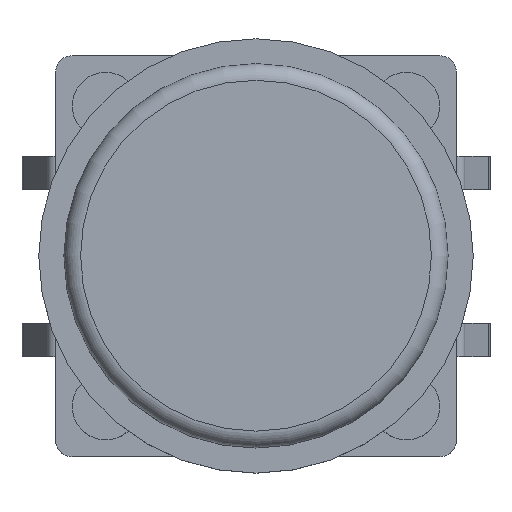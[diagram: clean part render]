
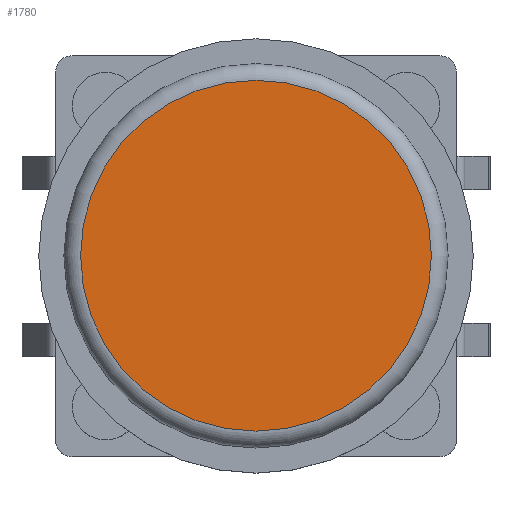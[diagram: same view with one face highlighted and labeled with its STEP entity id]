
A CAD part, top view. The second image highlights one B-rep face of the part: STEP entity #1780.
In plain terms, the highlighted planar face has unit normal (0, 0, 1).
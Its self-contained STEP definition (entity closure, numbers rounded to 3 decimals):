
#92=CIRCLE('',#1962,5.25);
#229=FACE_OUTER_BOUND('',#339,.T.);
#339=EDGE_LOOP('',(#1591));
#868=VERTEX_POINT('',#2982);
#1107=EDGE_CURVE('',#868,#868,#92,.T.);
#1591=ORIENTED_EDGE('',*,*,#1107,.F.);
#1674=PLANE('',#1967);
#1780=ADVANCED_FACE('',(#229),#1674,.T.);
#1962=AXIS2_PLACEMENT_3D('',#2983,#2465,#2466);
#1967=AXIS2_PLACEMENT_3D('',#2991,#2476,#2477);
#2465=DIRECTION('center_axis',(0.,0.,-1.));
#2466=DIRECTION('ref_axis',(1.,0.,0.));
#2476=DIRECTION('center_axis',(0.,0.,1.));
#2477=DIRECTION('ref_axis',(1.,0.,0.));
#2982=CARTESIAN_POINT('',(-5.25,0.,12.87));
#2983=CARTESIAN_POINT('Origin',(0.,0.,12.87));
#2991=CARTESIAN_POINT('Origin',(0.,0.,12.87));
